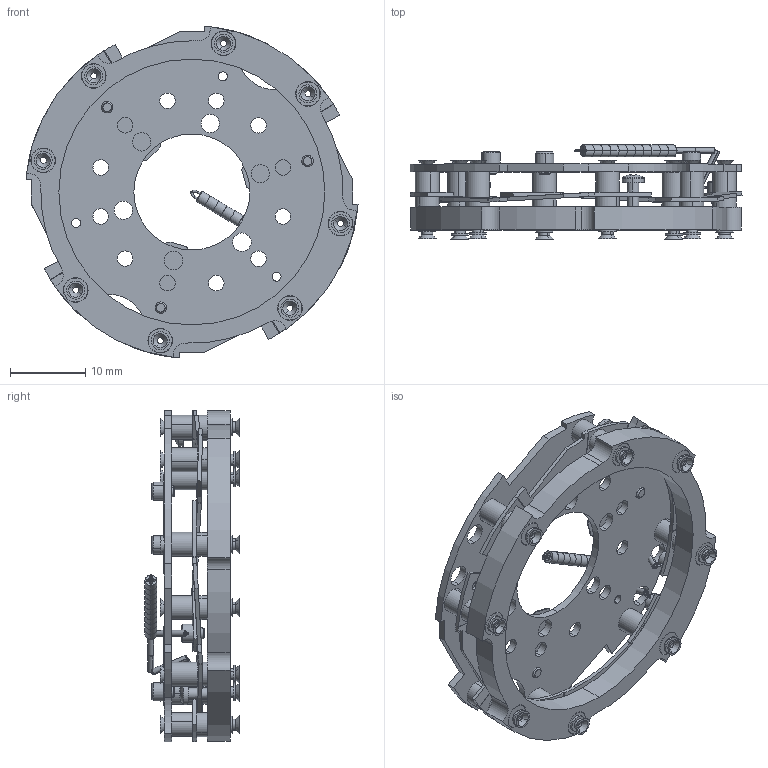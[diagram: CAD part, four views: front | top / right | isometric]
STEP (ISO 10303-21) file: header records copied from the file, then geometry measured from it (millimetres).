
FILE_DESCRIPTION (( 'STEP AP214' ), '1' );
FILE_NAME ('SN103880-01, STLCP-1.74_TTC_S PLATEN ASSEMBLY.STEP', '2020-05-08T16:03:04', ( '' ), ( '' ), 'SwSTEP 2.0', 'SolidWorks 2010', '' );
FILE_SCHEMA (( 'AUTOMOTIVE_DESIGN' ));
Length unit declared in the file: inch
Products named in the file (1): SN103880-01, STLCP-1.74_TTC_S PLATEN ASSEMBLY
Bounding box: 44.02 x 12.47 x 43.97 mm (x, y, z)
Surface area: 6902.9 mm2 (no closed solid volume)
Topology: 0 solids, 90 shells, 731 faces, 1951 edges, 1269 vertices
Faces by surface type: cylinder 383, plane 195, cone 112, torus 28, bspline 9, sphere 4
Entity records: 32652 total; most frequent: DIRECTION 4399, CARTESIAN_POINT 4223, ORIENTED_EDGE 3378, EDGE_CURVE 1937, AXIS2_PLACEMENT_3D 1811, VERTEX_POINT 1269, CIRCLE 1088, EDGE_LOOP 922
